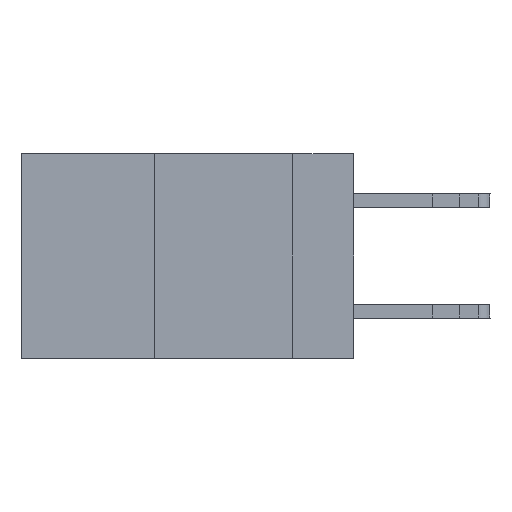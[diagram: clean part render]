
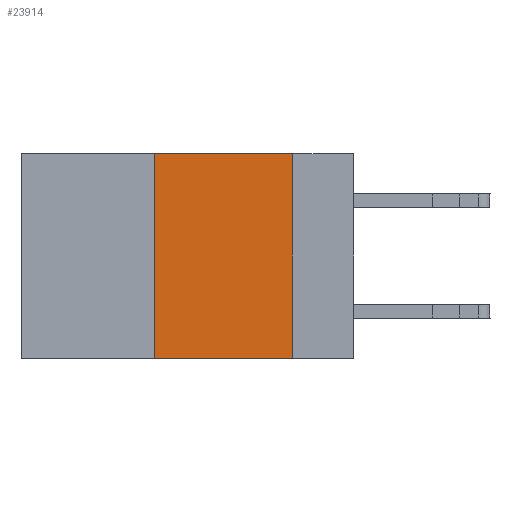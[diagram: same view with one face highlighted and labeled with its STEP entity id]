
A CAD part, left-side view. The second image highlights one B-rep face of the part: STEP entity #23914.
In plain terms, the highlighted planar face has unit normal (-1, 0, 0).
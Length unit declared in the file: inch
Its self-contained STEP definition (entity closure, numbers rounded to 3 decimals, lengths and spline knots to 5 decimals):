
#93 = VERTEX_POINT ( 'NONE', #2211 ) ;
#2108 = CARTESIAN_POINT ( 'NONE',  ( 0., 0.6, -0.37 ) ) ;
#2211 = CARTESIAN_POINT ( 'NONE',  ( 0., 0.11, -0.37 ) ) ;
#2718 = ORIENTED_EDGE ( 'NONE', *, *, #13975, .F. ) ;
#3068 = DIRECTION ( 'NONE',  ( 0., 0., -1. ) ) ;
#3114 = DIRECTION ( 'NONE',  ( 0., 0., -1. ) ) ;
#3442 = CARTESIAN_POINT ( 'NONE',  ( 0., 0.11, 0. ) ) ;
#5228 = CARTESIAN_POINT ( 'NONE',  ( 0., 0.36, 0. ) ) ;
#6231 = EDGE_CURVE ( 'NONE', #16839, #18363, #19387, .T. ) ;
#7438 = ORIENTED_EDGE ( 'NONE', *, *, #22018, .F. ) ;
#7510 = ORIENTED_EDGE ( 'NONE', *, *, #24199, .T. ) ;
#7894 = CARTESIAN_POINT ( 'NONE',  ( 0., 0.6, 0. ) ) ;
#9133 = LINE ( 'NONE', #3442, #16870 ) ;
#10579 = CARTESIAN_POINT ( 'NONE',  ( 0., 0.36, -0.37 ) ) ;
#11261 = VECTOR ( 'NONE', #13872, 39.37008 ) ;
#12260 = VECTOR ( 'NONE', #15467, 39.37008 ) ;
#12445 = AXIS2_PLACEMENT_3D ( 'NONE', #12487, #20449, #3114 ) ;
#12487 = CARTESIAN_POINT ( 'NONE',  ( 0., 0.6, 0. ) ) ;
#12892 = LINE ( 'NONE', #14908, #15219 ) ;
#13750 = LINE ( 'NONE', #2108, #11261 ) ;
#13872 = DIRECTION ( 'NONE',  ( 0., -1., 0. ) ) ;
#13975 = EDGE_CURVE ( 'NONE', #18363, #93, #9133, .T. ) ;
#14027 = EDGE_LOOP ( 'NONE', ( #2718, #21409, #7438, #7510 ) ) ;
#14908 = CARTESIAN_POINT ( 'NONE',  ( 0., 0.36, 0. ) ) ;
#15095 = VERTEX_POINT ( 'NONE', #10579 ) ;
#15219 = VECTOR ( 'NONE', #17047, 39.37008 ) ;
#15467 = DIRECTION ( 'NONE',  ( 0., -1., 0. ) ) ;
#16839 = VERTEX_POINT ( 'NONE', #5228 ) ;
#16870 = VECTOR ( 'NONE', #3068, 39.37008 ) ;
#17047 = DIRECTION ( 'NONE',  ( 0., 0., 1. ) ) ;
#18363 = VERTEX_POINT ( 'NONE', #22689 ) ;
#19387 = LINE ( 'NONE', #7894, #12260 ) ;
#20203 = FACE_OUTER_BOUND ( 'NONE', #14027, .T. ) ;
#20449 = DIRECTION ( 'NONE',  ( 1., 0., 0. ) ) ;
#21409 = ORIENTED_EDGE ( 'NONE', *, *, #6231, .F. ) ;
#22018 = EDGE_CURVE ( 'NONE', #15095, #16839, #12892, .T. ) ;
#22234 = PLANE ( 'NONE',  #12445 ) ;
#22689 = CARTESIAN_POINT ( 'NONE',  ( 0., 0.11, 0. ) ) ;
#23914 = ADVANCED_FACE ( 'NONE', ( #20203 ), #22234, .F. ) ;
#24199 = EDGE_CURVE ( 'NONE', #15095, #93, #13750, .T. ) ;
